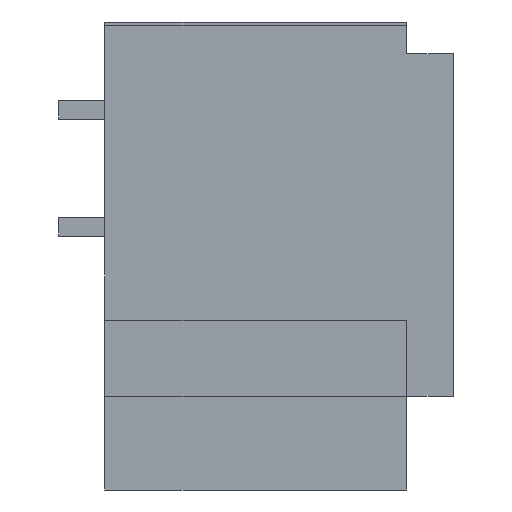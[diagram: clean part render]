
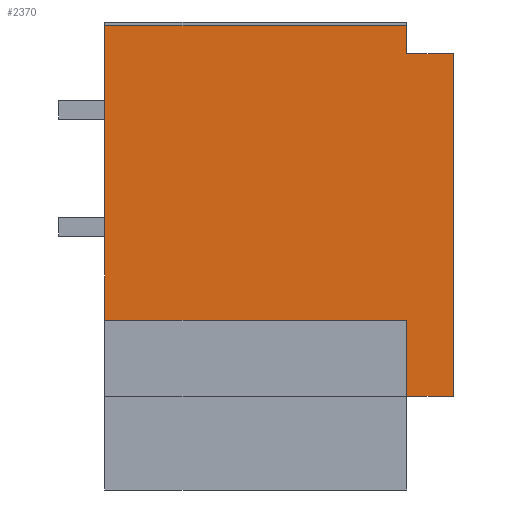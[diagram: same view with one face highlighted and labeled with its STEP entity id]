
A CAD part, left-side view. The second image highlights one B-rep face of the part: STEP entity #2370.
In plain terms, the highlighted planar face has unit normal (-1, 0, 0).
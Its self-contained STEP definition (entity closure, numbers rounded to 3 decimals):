
#111=DIRECTION('',(0.,1.,0.));
#112=VECTOR('',#111,258.);
#113=CARTESIAN_POINT('',(40.,-297.5,-3.));
#114=LINE('',#113,#112);
#142=DIRECTION('',(0.,0.,-1.));
#143=VECTOR('',#142,292.875);
#144=CARTESIAN_POINT('',(40.,-337.5,-27.125));
#145=LINE('',#144,#143);
#146=DIRECTION('',(0.,1.,0.));
#147=VECTOR('',#146,258.);
#148=CARTESIAN_POINT('',(40.,-297.5,-254.775));
#149=LINE('',#148,#147);
#150=DIRECTION('',(0.,0.,-1.));
#151=VECTOR('',#150,24.125);
#152=CARTESIAN_POINT('',(40.,-297.5,-3.));
#153=LINE('',#152,#151);
#154=DIRECTION('',(0.,1.,0.));
#155=VECTOR('',#154,40.);
#156=CARTESIAN_POINT('',(40.,-337.5,-27.125));
#157=LINE('',#156,#155);
#394=DIRECTION('',(0.,0.,1.));
#395=VECTOR('',#394,65.225);
#396=CARTESIAN_POINT('',(40.,-297.5,-320.));
#397=LINE('',#396,#395);
#510=DIRECTION('',(0.,1.,0.));
#511=VECTOR('',#510,40.);
#512=CARTESIAN_POINT('',(40.,-337.5,-320.));
#513=LINE('',#512,#511);
#614=DIRECTION('',(0.,0.,1.));
#615=VECTOR('',#614,251.775);
#616=CARTESIAN_POINT('',(40.,-39.5,-254.775));
#617=LINE('',#616,#615);
#1987=CARTESIAN_POINT('',(40.,-39.5,-254.775));
#1989=VERTEX_POINT('',#1987);
#1990=CARTESIAN_POINT('',(40.,-39.5,-3.));
#1991=VERTEX_POINT('',#1990);
#2030=CARTESIAN_POINT('',(40.,-337.5,-27.125));
#2032=VERTEX_POINT('',#2030);
#2042=CARTESIAN_POINT('',(40.,-297.5,-27.125));
#2043=VERTEX_POINT('',#2042);
#2044=CARTESIAN_POINT('',(40.,-297.5,-3.));
#2045=VERTEX_POINT('',#2044);
#2046=CARTESIAN_POINT('',(40.,-297.5,-320.));
#2047=VERTEX_POINT('',#2046);
#2060=CARTESIAN_POINT('',(40.,-297.5,-254.775));
#2061=VERTEX_POINT('',#2060);
#2062=CARTESIAN_POINT('',(40.,-337.5,-320.));
#2063=VERTEX_POINT('',#2062);
#2349=CARTESIAN_POINT('',(40.,-337.5,-254.775));
#2350=DIRECTION('',(1.,0.,0.));
#2351=DIRECTION('',(0.,0.,1.));
#2352=AXIS2_PLACEMENT_3D('',#2349,#2350,#2351);
#2353=PLANE('',#2352);
#2355=ORIENTED_EDGE('',*,*,#2354,.T.);
#2357=ORIENTED_EDGE('',*,*,#2356,.T.);
#2359=ORIENTED_EDGE('',*,*,#2358,.T.);
#2361=ORIENTED_EDGE('',*,*,#2360,.T.);
#2363=ORIENTED_EDGE('',*,*,#2362,.T.);
#2364=ORIENTED_EDGE('',*,*,#2292,.F.);
#2365=ORIENTED_EDGE('',*,*,#2226,.T.);
#2367=ORIENTED_EDGE('',*,*,#2366,.F.);
#2368=EDGE_LOOP('',(#2355,#2357,#2359,#2361,#2363,#2364,#2365,#2367));
#2369=FACE_OUTER_BOUND('',#2368,.F.);
#2370=ADVANCED_FACE('',(#2369),#2353,.F.);
#2226=EDGE_CURVE('',#2045,#2043,#153,.T.);
#2292=EDGE_CURVE('',#2045,#1991,#114,.T.);
#2354=EDGE_CURVE('',#2032,#2063,#145,.T.);
#2356=EDGE_CURVE('',#2063,#2047,#513,.T.);
#2358=EDGE_CURVE('',#2047,#2061,#397,.T.);
#2360=EDGE_CURVE('',#2061,#1989,#149,.T.);
#2362=EDGE_CURVE('',#1989,#1991,#617,.T.);
#2366=EDGE_CURVE('',#2032,#2043,#157,.T.);
